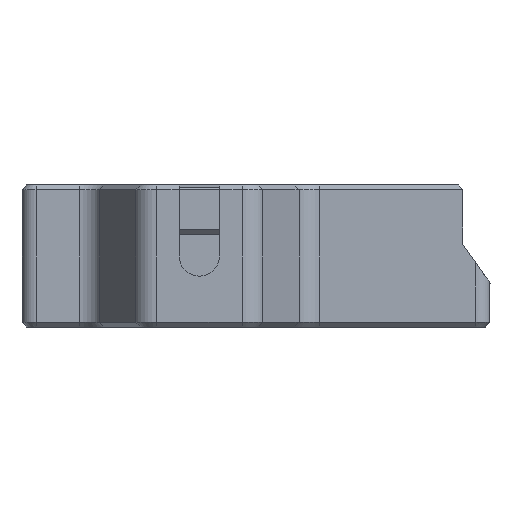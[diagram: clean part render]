
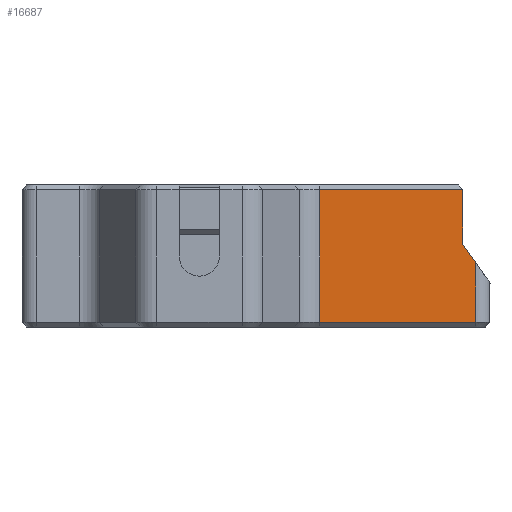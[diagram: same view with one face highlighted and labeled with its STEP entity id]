
A CAD part, left-side view. The second image highlights one B-rep face of the part: STEP entity #16687.
In plain terms, the highlighted planar face has unit normal (-1, 0, 0).
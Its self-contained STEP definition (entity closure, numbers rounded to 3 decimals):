
#1780=FACE_OUTER_BOUND('',#2847,.T.);
#2847=EDGE_LOOP('',(#12421,#12422,#12423,#12424,#12425,#12426));
#4117=LINE('',#29293,#5741);
#4118=LINE('',#29297,#5742);
#4177=LINE('',#31955,#5801);
#4299=LINE('',#34880,#5923);
#4300=LINE('',#34883,#5924);
#4301=LINE('',#34884,#5925);
#5741=VECTOR('',#20206,1000.);
#5742=VECTOR('',#20211,1000.);
#5801=VECTOR('',#20398,1000.);
#5923=VECTOR('',#20754,1000.);
#5924=VECTOR('',#20757,1000.);
#5925=VECTOR('',#20758,1000.);
#7579=VERTEX_POINT('',#29290);
#7580=VERTEX_POINT('',#29292);
#7581=VERTEX_POINT('',#29296);
#7670=VERTEX_POINT('',#31948);
#7790=VERTEX_POINT('',#34878);
#7791=VERTEX_POINT('',#34882);
#9170=EDGE_CURVE('',#7579,#7580,#4117,.T.);
#9172=EDGE_CURVE('',#7581,#7580,#4118,.T.);
#9301=EDGE_CURVE('',#7670,#7581,#4177,.T.);
#9501=EDGE_CURVE('',#7790,#7579,#4299,.T.);
#9502=EDGE_CURVE('',#7791,#7670,#4300,.T.);
#9503=EDGE_CURVE('',#7790,#7791,#4301,.T.);
#12421=ORIENTED_EDGE('',*,*,#9502,.T.);
#12422=ORIENTED_EDGE('',*,*,#9301,.T.);
#12423=ORIENTED_EDGE('',*,*,#9172,.T.);
#12424=ORIENTED_EDGE('',*,*,#9170,.F.);
#12425=ORIENTED_EDGE('',*,*,#9501,.F.);
#12426=ORIENTED_EDGE('',*,*,#9503,.T.);
#16114=PLANE('',#18061);
#16687=ADVANCED_FACE('',(#1780),#16114,.T.);
#18061=AXIS2_PLACEMENT_3D('',#34881,#20755,#20756);
#20206=DIRECTION('',(0.,-0.574,-0.819));
#20211=DIRECTION('',(0.,0.,1.));
#20398=DIRECTION('',(0.,-1.,0.));
#20754=DIRECTION('',(0.,0.,-1.));
#20755=DIRECTION('center_axis',(-1.,0.,0.));
#20756=DIRECTION('ref_axis',(0.,-1.,0.));
#20757=DIRECTION('',(0.,0.,-1.));
#20758=DIRECTION('',(0.,1.,0.));
#29290=CARTESIAN_POINT('',(128.854,-112.191,48.862));
#29292=CARTESIAN_POINT('',(128.854,-113.291,47.292));
#29293=CARTESIAN_POINT('',(128.854,-114.491,45.578));
#29296=CARTESIAN_POINT('',(128.854,-113.291,42.262));
#29297=CARTESIAN_POINT('',(128.854,-113.291,53.862));
#31948=CARTESIAN_POINT('',(128.854,-100.104,42.262));
#31955=CARTESIAN_POINT('',(128.854,-100.104,42.262));
#34878=CARTESIAN_POINT('',(128.854,-112.191,53.462));
#34880=CARTESIAN_POINT('',(128.854,-112.191,53.862));
#34881=CARTESIAN_POINT('Origin',(128.854,-100.104,53.862));
#34882=CARTESIAN_POINT('',(128.854,-100.104,53.462));
#34883=CARTESIAN_POINT('',(128.854,-100.104,53.862));
#34884=CARTESIAN_POINT('',(128.854,-100.104,53.462));
